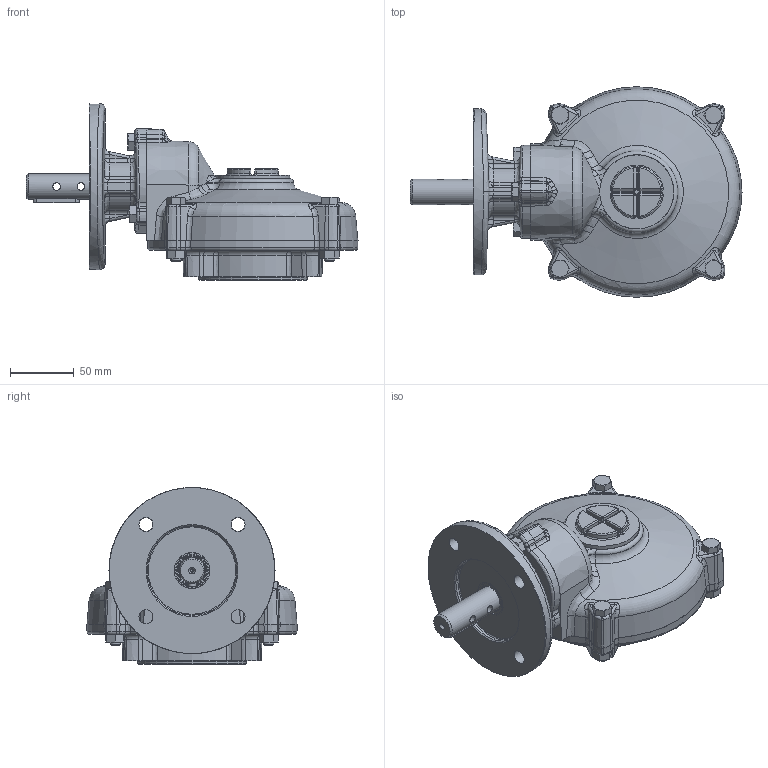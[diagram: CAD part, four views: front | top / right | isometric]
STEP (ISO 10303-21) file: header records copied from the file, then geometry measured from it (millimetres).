
FILE_DESCRIPTION(/* description */ ('Unknown'),/* implementation_level */ '2;1');
FILE_NAME(/* name */ 'PUB-HOB3-EFLG-F12_FA12',/* time_stamp */ '2016-11-30T12:04:49+00:00',/* author */ ('Unknown'),/* organization */ ('Unknown'),/* preprocessor_version */ 'ST-DEVELOPER v16',/* originating_system */ 'DEX',/* authorisation */ $);
FILE_SCHEMA (('AUTOMOTIVE_DESIGN {1 0 10303 214 3 1 1}'));
Products named in the file (1): PUB-HOB3-EFLG-F12_FA12
Bounding box: 259.9 x 164.79 x 138.5 mm (x, y, z)
Volume: 1026939.2 mm3; surface area: 287546.8 mm2
Topology: 21 solids, 22 shells, 1138 faces, 2630 edges, 1507 vertices
Faces by surface type: cylinder 268, plane 250, cone 219, bspline 176, torus 159, sphere 66
Full cylindrical faces by diameter (mm): 2.5 x2, 6 x3, 6.647 x6, 6.8 x4, 8 x7, 9 x11, 10.106 x8, 11 x4, 20 x1, 21.533 x1, 23 x2, 24 x1, 27.667 x1, 28 x2, 40 x1, 44 x1, 47 x1, 49.835 x1, 52 x1, 54 x1, 55 x5, 58 x4, 60.5 x1, 69 x2, 70 x1, 73 x1, 76 x1, 80 x1, 85 x1, 94.35 x1
Entity records: 47590 total; most frequent: CARTESIAN_POINT 18097, DIRECTION 4928, ORIENTED_EDGE 4604, EDGE_CURVE 2302, AXIS2_PLACEMENT_3D 2189, VERTEX_POINT 1441, FACE_BOUND 1427, EDGE_LOOP 1416
